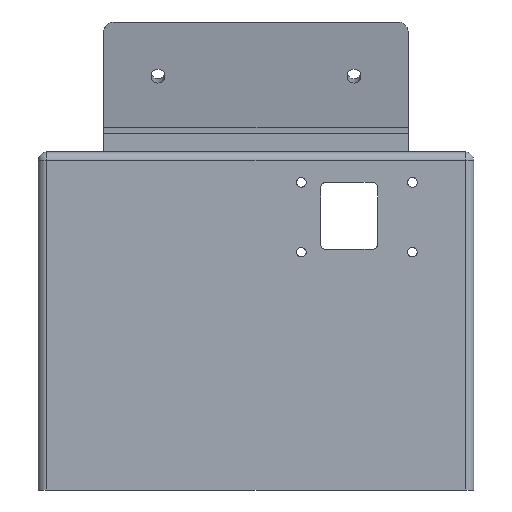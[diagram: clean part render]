
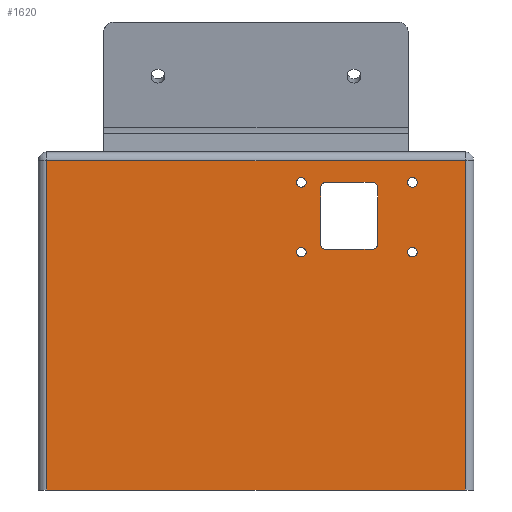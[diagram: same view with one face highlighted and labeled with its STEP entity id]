
A CAD part, front view. The second image highlights one B-rep face of the part: STEP entity #1620.
In plain terms, the highlighted planar face has unit normal (0, -1, 0).
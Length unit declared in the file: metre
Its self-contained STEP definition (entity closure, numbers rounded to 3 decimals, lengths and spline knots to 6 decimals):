
#40=CIRCLE('',#1743,0.0011);
#41=CIRCLE('',#1744,0.0011);
#42=CIRCLE('',#1745,0.0011);
#43=CIRCLE('',#1746,0.0011);
#44=CIRCLE('',#1747,0.001);
#45=CIRCLE('',#1748,0.001);
#46=CIRCLE('',#1749,0.001);
#47=CIRCLE('',#1750,0.001);
#244=ORIENTED_EDGE('',*,*,#682,.F.);
#245=ORIENTED_EDGE('',*,*,#683,.F.);
#246=ORIENTED_EDGE('',*,*,#684,.F.);
#247=ORIENTED_EDGE('',*,*,#685,.F.);
#248=ORIENTED_EDGE('',*,*,#686,.T.);
#249=ORIENTED_EDGE('',*,*,#687,.T.);
#250=ORIENTED_EDGE('',*,*,#688,.T.);
#251=ORIENTED_EDGE('',*,*,#689,.T.);
#252=ORIENTED_EDGE('',*,*,#690,.F.);
#253=ORIENTED_EDGE('',*,*,#691,.T.);
#254=ORIENTED_EDGE('',*,*,#692,.T.);
#255=ORIENTED_EDGE('',*,*,#693,.T.);
#256=ORIENTED_EDGE('',*,*,#694,.T.);
#257=ORIENTED_EDGE('',*,*,#695,.T.);
#258=ORIENTED_EDGE('',*,*,#696,.F.);
#259=ORIENTED_EDGE('',*,*,#697,.T.);
#682=EDGE_CURVE('',#901,#901,#40,.T.);
#683=EDGE_CURVE('',#902,#902,#41,.T.);
#684=EDGE_CURVE('',#903,#903,#42,.T.);
#685=EDGE_CURVE('',#904,#904,#43,.T.);
#686=EDGE_CURVE('',#905,#906,#1055,.F.);
#687=EDGE_CURVE('',#906,#907,#1056,.F.);
#688=EDGE_CURVE('',#907,#908,#1057,.T.);
#689=EDGE_CURVE('',#908,#905,#1058,.T.);
#690=EDGE_CURVE('',#909,#910,#1059,.T.);
#691=EDGE_CURVE('',#909,#911,#44,.F.);
#692=EDGE_CURVE('',#911,#912,#1060,.T.);
#693=EDGE_CURVE('',#912,#913,#45,.F.);
#694=EDGE_CURVE('',#913,#914,#1061,.T.);
#695=EDGE_CURVE('',#914,#915,#46,.F.);
#696=EDGE_CURVE('',#916,#915,#1062,.T.);
#697=EDGE_CURVE('',#916,#910,#47,.F.);
#901=VERTEX_POINT('',#2505);
#902=VERTEX_POINT('',#2507);
#903=VERTEX_POINT('',#2509);
#904=VERTEX_POINT('',#2511);
#905=VERTEX_POINT('',#2513);
#906=VERTEX_POINT('',#2514);
#907=VERTEX_POINT('',#2516);
#908=VERTEX_POINT('',#2518);
#909=VERTEX_POINT('',#2521);
#910=VERTEX_POINT('',#2522);
#911=VERTEX_POINT('',#2524);
#912=VERTEX_POINT('',#2526);
#913=VERTEX_POINT('',#2528);
#914=VERTEX_POINT('',#2530);
#915=VERTEX_POINT('',#2532);
#916=VERTEX_POINT('',#2534);
#1055=LINE('',#2512,#1204);
#1056=LINE('',#2515,#1205);
#1057=LINE('',#2517,#1206);
#1058=LINE('',#2519,#1207);
#1059=LINE('',#2520,#1208);
#1060=LINE('',#2525,#1209);
#1061=LINE('',#2529,#1210);
#1062=LINE('',#2533,#1211);
#1204=VECTOR('',#2009,1.);
#1205=VECTOR('',#2010,1.);
#1206=VECTOR('',#2011,1.);
#1207=VECTOR('',#2012,1.);
#1208=VECTOR('',#2013,1.);
#1209=VECTOR('',#2016,1.);
#1210=VECTOR('',#2019,1.);
#1211=VECTOR('',#2022,1.);
#1326=EDGE_LOOP('',(#244));
#1327=EDGE_LOOP('',(#245));
#1328=EDGE_LOOP('',(#246));
#1329=EDGE_LOOP('',(#247));
#1330=EDGE_LOOP('',(#248,#249,#250,#251));
#1331=EDGE_LOOP('',(#252,#253,#254,#255,#256,#257,#258,#259));
#1453=FACE_BOUND('',#1326,.T.);
#1454=FACE_BOUND('',#1327,.T.);
#1455=FACE_BOUND('',#1328,.T.);
#1456=FACE_BOUND('',#1329,.T.);
#1457=FACE_BOUND('',#1330,.T.);
#1458=FACE_BOUND('',#1331,.T.);
#1567=PLANE('',#1742);
#1620=ADVANCED_FACE('',(#1453,#1454,#1455,#1456,#1457,#1458),#1567,.T.);
#1742=AXIS2_PLACEMENT_3D('',#2503,#1999,#2000);
#1743=AXIS2_PLACEMENT_3D('',#2504,#2001,#2002);
#1744=AXIS2_PLACEMENT_3D('',#2506,#2003,#2004);
#1745=AXIS2_PLACEMENT_3D('',#2508,#2005,#2006);
#1746=AXIS2_PLACEMENT_3D('',#2510,#2007,#2008);
#1747=AXIS2_PLACEMENT_3D('',#2523,#2014,#2015);
#1748=AXIS2_PLACEMENT_3D('',#2527,#2017,#2018);
#1749=AXIS2_PLACEMENT_3D('',#2531,#2020,#2021);
#1750=AXIS2_PLACEMENT_3D('',#2535,#2023,#2024);
#1999=DIRECTION('',(0.,-1.,0.));
#2000=DIRECTION('',(0.,0.,-1.));
#2001=DIRECTION('',(0.,-1.,0.));
#2002=DIRECTION('',(0.,0.,-1.));
#2003=DIRECTION('',(0.,-1.,0.));
#2004=DIRECTION('',(0.,0.,-1.));
#2005=DIRECTION('',(0.,-1.,0.));
#2006=DIRECTION('',(0.,0.,-1.));
#2007=DIRECTION('',(0.,-1.,0.));
#2008=DIRECTION('',(0.,0.,-1.));
#2009=DIRECTION('',(1.,0.,0.));
#2010=DIRECTION('',(0.,0.,1.));
#2011=DIRECTION('',(1.,0.,0.));
#2012=DIRECTION('',(0.,0.,1.));
#2013=DIRECTION('',(0.,0.,-1.));
#2014=DIRECTION('',(0.,-1.,0.));
#2015=DIRECTION('',(0.,0.,-1.));
#2016=DIRECTION('',(1.,0.,0.));
#2017=DIRECTION('',(0.,-1.,0.));
#2018=DIRECTION('',(0.,0.,-1.));
#2019=DIRECTION('',(0.,0.,-1.));
#2020=DIRECTION('',(0.,-1.,0.));
#2021=DIRECTION('',(0.,0.,-1.));
#2022=DIRECTION('',(1.,0.,0.));
#2023=DIRECTION('',(0.,-1.,0.));
#2024=DIRECTION('',(0.,0.,-1.));
#2503=CARTESIAN_POINT('',(0.042,-0.011,-0.0025));
#2504=CARTESIAN_POINT('',(0.0524,-0.011,0.0491));
#2505=CARTESIAN_POINT('',(0.0524,-0.011,0.048));
#2506=CARTESIAN_POINT('',(0.0779,-0.011,0.0491));
#2507=CARTESIAN_POINT('',(0.0779,-0.011,0.048));
#2508=CARTESIAN_POINT('',(0.0779,-0.011,0.0651));
#2509=CARTESIAN_POINT('',(0.0779,-0.011,0.064));
#2510=CARTESIAN_POINT('',(0.0524,-0.011,0.0651));
#2511=CARTESIAN_POINT('',(0.0524,-0.011,0.064));
#2512=CARTESIAN_POINT('',(-0.008,-0.011,0.0701));
#2513=CARTESIAN_POINT('',(0.09,-0.011,0.0701));
#2514=CARTESIAN_POINT('',(-0.006,-0.011,0.0701));
#2515=CARTESIAN_POINT('',(-0.006,-0.011,-0.0025));
#2516=CARTESIAN_POINT('',(-0.006,-0.011,-0.0055));
#2517=CARTESIAN_POINT('',(0.042,-0.011,-0.0055));
#2518=CARTESIAN_POINT('',(0.09,-0.011,-0.0055));
#2519=CARTESIAN_POINT('',(0.09,-0.011,-0.0025));
#2520=CARTESIAN_POINT('',(0.0569,-0.011,0.05745));
#2521=CARTESIAN_POINT('',(0.0569,-0.011,0.0641));
#2522=CARTESIAN_POINT('',(0.0569,-0.011,0.0508));
#2523=CARTESIAN_POINT('',(0.0579,-0.011,0.0641));
#2524=CARTESIAN_POINT('',(0.0579,-0.011,0.0651));
#2525=CARTESIAN_POINT('',(0.0634,-0.011,0.0651));
#2526=CARTESIAN_POINT('',(0.0689,-0.011,0.0651));
#2527=CARTESIAN_POINT('',(0.0689,-0.011,0.0641));
#2528=CARTESIAN_POINT('',(0.0699,-0.011,0.0641));
#2529=CARTESIAN_POINT('',(0.0699,-0.011,0.05745));
#2530=CARTESIAN_POINT('',(0.0699,-0.011,0.0508));
#2531=CARTESIAN_POINT('',(0.0689,-0.011,0.0508));
#2532=CARTESIAN_POINT('',(0.0689,-0.011,0.0498));
#2533=CARTESIAN_POINT('',(0.0634,-0.011,0.0498));
#2534=CARTESIAN_POINT('',(0.0579,-0.011,0.0498));
#2535=CARTESIAN_POINT('',(0.0579,-0.011,0.0508));
